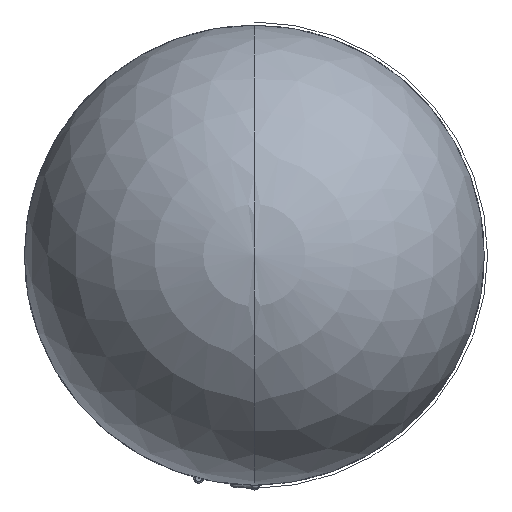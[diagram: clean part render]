
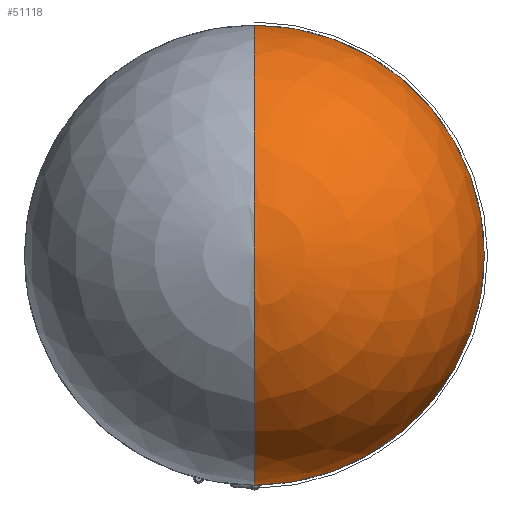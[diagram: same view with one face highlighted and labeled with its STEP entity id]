
A CAD part, front view. The second image highlights one B-rep face of the part: STEP entity #51118.
In plain terms, the highlighted spherical face has radius 35 mm.
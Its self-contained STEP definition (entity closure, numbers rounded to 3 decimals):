
#50746=CARTESIAN_POINT('',(0.,0.,0.));
#50747=DIRECTION('',(0.,1.,0.));
#50748=DIRECTION('',(0.,0.,-1.));
#50749=AXIS2_PLACEMENT_3D('',#50746,#50747,#50748);
#50769=CARTESIAN_POINT('',(0.,0.,0.));
#50770=DIRECTION('',(1.,0.,0.));
#50771=DIRECTION('',(0.,-1.,0.));
#50772=AXIS2_PLACEMENT_3D('',#50769,#50770,#50771);
#50774=CARTESIAN_POINT('',(0.,0.,0.));
#50775=DIRECTION('',(-1.,0.,0.));
#50776=DIRECTION('',(0.,-1.,0.));
#50777=AXIS2_PLACEMENT_3D('',#50774,#50775,#50776);
#50863=CARTESIAN_POINT('',(0.,0.,-35.));
#50864=VERTEX_POINT('',#50863);
#50865=CARTESIAN_POINT('',(0.,0.,35.));
#50866=VERTEX_POINT('',#50865);
#50873=CARTESIAN_POINT('',(0.,-35.,0.));
#50874=VERTEX_POINT('',#50873);
#51108=CARTESIAN_POINT('',(0.,0.,0.));
#51109=DIRECTION('',(0.,1.,0.));
#51110=DIRECTION('',(0.,0.,-1.));
#51111=AXIS2_PLACEMENT_3D('',#51108,#51109,#51110);
#51112=SPHERICAL_SURFACE('',#51111,35.);
#51113=ORIENTED_EDGE('',*,*,#51100,.T.);
#51114=ORIENTED_EDGE('',*,*,#51075,.T.);
#51115=ORIENTED_EDGE('',*,*,#51102,.F.);
#51116=EDGE_LOOP('',(#51113,#51114,#51115));
#51117=FACE_OUTER_BOUND('',#51116,.F.);
#51118=ADVANCED_FACE('',(#51117),#51112,.T.);
#50750=CIRCLE('',#50749,35.);
#50773=CIRCLE('',#50772,35.);
#50778=CIRCLE('',#50777,35.);
#51075=EDGE_CURVE('',#50864,#50866,#50750,.T.);
#51100=EDGE_CURVE('',#50874,#50864,#50773,.T.);
#51102=EDGE_CURVE('',#50874,#50866,#50778,.T.);
